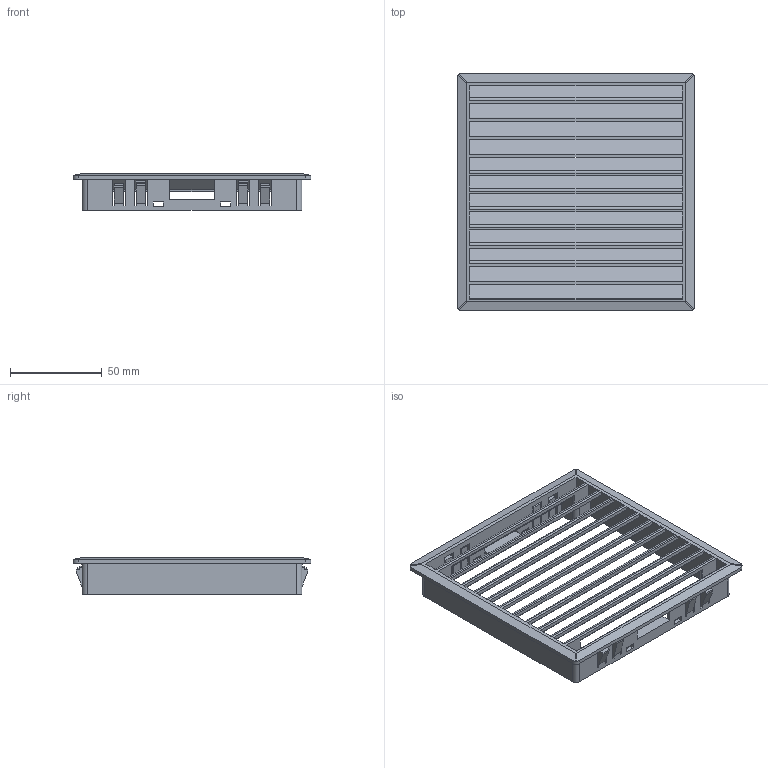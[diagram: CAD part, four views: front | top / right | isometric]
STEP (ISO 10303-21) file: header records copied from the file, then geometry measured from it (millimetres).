
FILE_DESCRIPTION (( 'STEP AP203' ), '1' );
FILE_NAME ('FE-461-2.STEP', '2013-04-19T05:59:40', ( '' ), ( '' ), 'SwSTEP 2.0', 'SolidWorks 2012', '' );
FILE_SCHEMA (( 'CONFIG_CONTROL_DESIGN' ));
Length unit declared in the file: millimetre
Products named in the file (1): FE-461-2
Bounding box: 130 x 130 x 20.2 mm (x, y, z)
Volume: 67529.9 mm3; surface area: 68327.2 mm2
Topology: 1 solids, 1 shells, 295 faces, 943 edges, 614 vertices
Faces by surface type: plane 259, cylinder 36
Entity records: 10400 total; most frequent: CARTESIAN_POINT 1907, ORIENTED_EDGE 1886, DIRECTION 1579, EDGE_CURVE 943, VECTOR 863, LINE 863, VERTEX_POINT 614, AXIS2_PLACEMENT_3D 358
